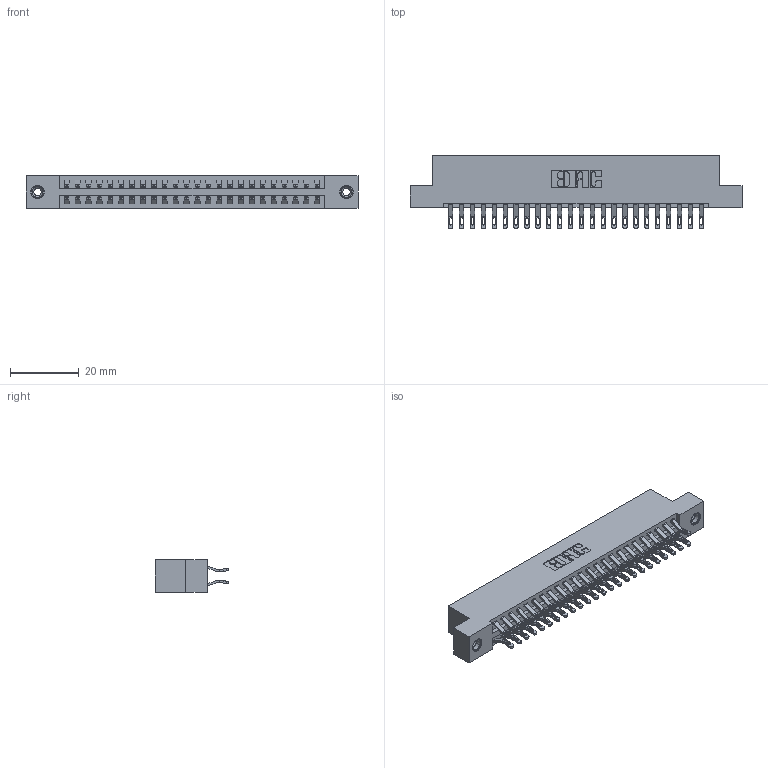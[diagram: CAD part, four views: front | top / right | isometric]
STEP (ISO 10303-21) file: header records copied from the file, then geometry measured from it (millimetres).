
FILE_DESCRIPTION (( 'STEP AP203' ), '1' );
FILE_NAME ('346-048-555-208.STEP', '2018-08-25T10:27:08', ( '' ), ( '' ), 'SwSTEP 2.0', 'SolidWorks 2016', '' );
FILE_SCHEMA (( 'CONFIG_CONTROL_DESIGN' ));
Length unit declared in the file: inch
Products named in the file (4): 346 Part_Flush Mounting Lugs - 0.156 Dia-TI; 345-292-001_555 Tail; 345-250-001_345-250-003-102; 346-048-555-208
Assembly tree (51 placements, depth 2):
  346-048-555-208
    346 Part_Flush Mounting Lugs - 0.156 Dia-TI
    345-292-001_555 Tail  x48
    345-250-001_345-250-003-102  x2
Bounding box: 96.77 x 21.46 x 9.4 mm (x, y, z)
Volume: 9429.6 mm3; surface area: 13195 mm2
Topology: 51 solids, 51 shells, 2966 faces, 9249 edges, 6158 vertices
Faces by surface type: plane 1692, cylinder 1258, cone 12, torus 4
Entity records: 19598 total; most frequent: CARTESIAN_POINT 3273, ORIENTED_EDGE 3170, DIRECTION 2931, EDGE_CURVE 1585, VECTOR 1317, LINE 1317, VERTEX_POINT 1052, AXIS2_PLACEMENT_3D 807
